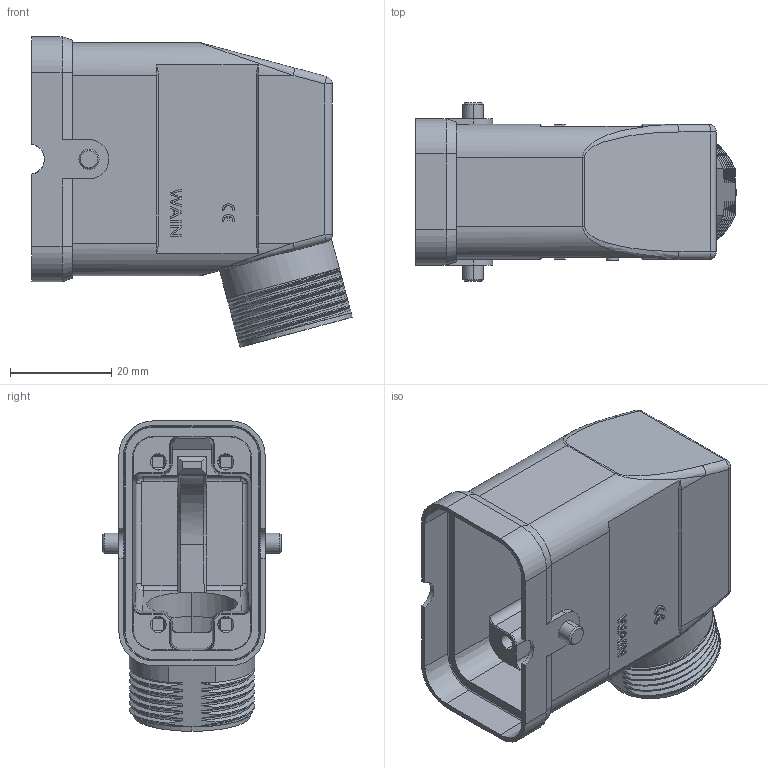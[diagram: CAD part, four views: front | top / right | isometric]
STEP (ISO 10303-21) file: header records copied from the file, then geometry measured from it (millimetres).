
FILE_DESCRIPTION(/* description */ (''),/* implementation_level */ '2;1');
FILE_NAME(/* name */ '154-hc-se-2b-pg16_stp.stp',/* time_stamp */ '2023-12-07T14:47:08+08:00',/* author */ (''),/* organization */ (''),/* preprocessor_version */ 'ST-DEVELOPER v18.1',/* originating_system */ 'SIEMENS PLM Software NX 1980',/* authorisation */ '');
FILE_SCHEMA (('AUTOMOTIVE_DESIGN { 1 0 10303 214 3 1 1 1 }'));
Length unit declared in the file: millimetre
Products named in the file (1): 13912D58BF1Ba1dh
Bounding box: 63.46 x 35.4 x 61.46 mm (x, y, z)
Volume: 23785.6 mm3; surface area: 19623 mm2
Topology: 1 solids, 1 shells, 563 faces, 1510 edges, 964 vertices
Faces by surface type: plane 319, cylinder 113, cone 79, bspline 34, torus 12, sphere 4, extrusion 2
Entity records: 23507 total; most frequent: CARTESIAN_POINT 10272, ORIENTED_EDGE 3012, DIRECTION 2360, EDGE_CURVE 1506, VERTEX_POINT 964, AXIS2_PLACEMENT_3D 801, VECTOR 758, LINE 756
